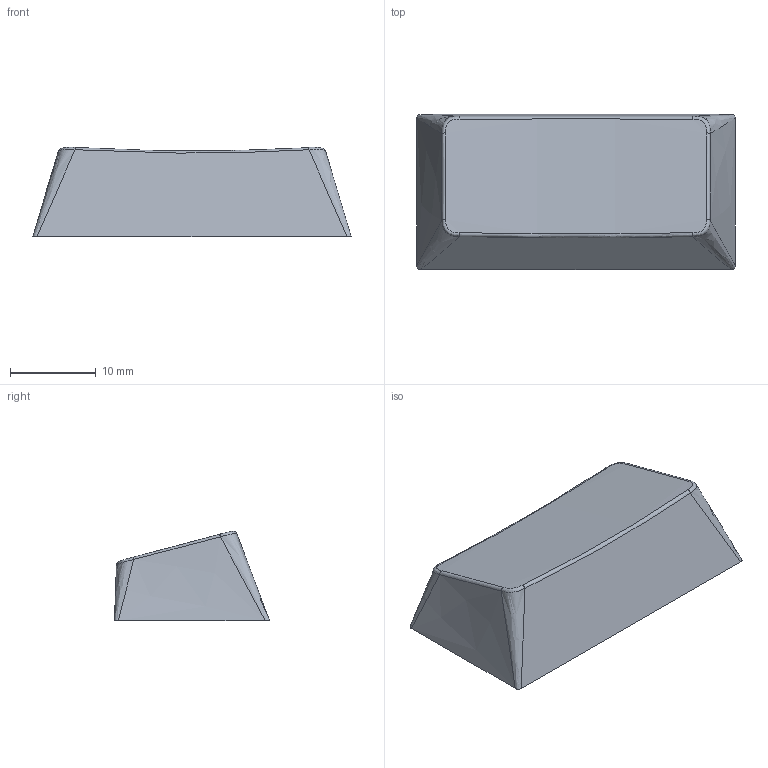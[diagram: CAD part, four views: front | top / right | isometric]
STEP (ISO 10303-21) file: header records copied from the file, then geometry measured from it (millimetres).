
FILE_DESCRIPTION(/* description */ (''),/* implementation_level */ '2;1');
FILE_NAME(/* name */ 'R5_2u_v2.step',/* time_stamp */ '2021-08-17T23:45:20-04:00',/* author */ (''),/* organization */ (''),/* preprocessor_version */ 'ST-DEVELOPER v18.1',/* originating_system */ 'Autodesk Translation Framework v10.9.0.1377',/* authorisation */ '');
FILE_SCHEMA (('AUTOMOTIVE_DESIGN { 1 0 10303 214 3 1 1 }'));
Length unit declared in the file: millimetre
Products named in the file (1): R5_2u
Bounding box: 37.15 x 18.1 x 10.44 mm (x, y, z)
Volume: 2007.2 mm3; surface area: 3332.5 mm2
Topology: 1 solids, 1 shells, 141 faces, 361 edges, 226 vertices
Faces by surface type: plane 121, bspline 16, cylinder 4
Full cylindrical faces by diameter (mm): 5.5 x3
Entity records: 5420 total; most frequent: CARTESIAN_POINT 2058, ORIENTED_EDGE 722, DIRECTION 607, EDGE_CURVE 361, LINE 285, VECTOR 285, VERTEX_POINT 226, AXIS2_PLACEMENT_3D 161
